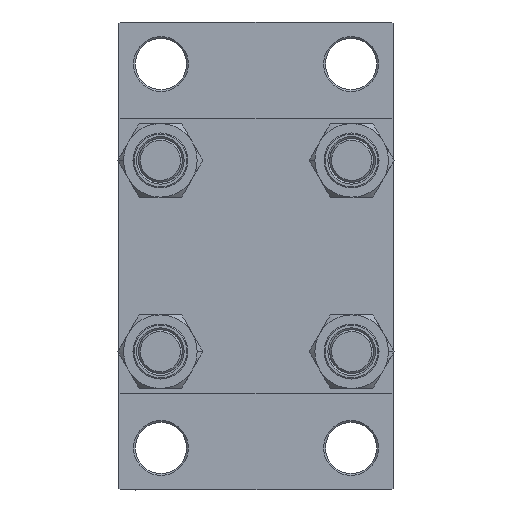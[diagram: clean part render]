
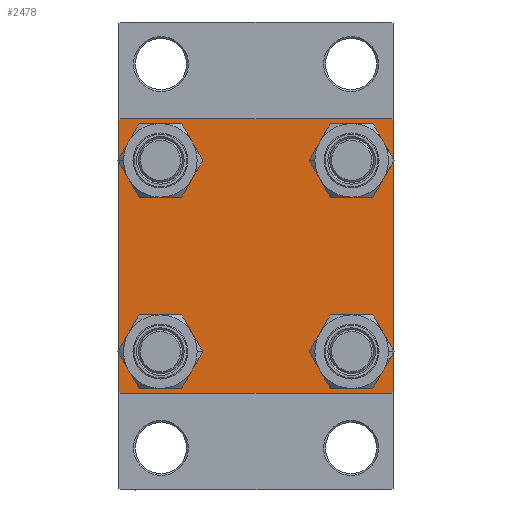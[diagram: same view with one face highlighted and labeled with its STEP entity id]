
A CAD part, left-side view. The second image highlights one B-rep face of the part: STEP entity #2478.
In plain terms, the highlighted planar face has unit normal (-1, 0, 0).
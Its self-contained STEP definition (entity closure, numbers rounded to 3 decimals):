
#1348 = DIRECTION ( 'NONE',  ( 0., -1., 0. ) ) ;
#1353 = VERTEX_POINT ( 'NONE', #34943 ) ;
#1621 = CARTESIAN_POINT ( 'NONE',  ( 0., -37., -37.5 ) ) ;
#1739 = DIRECTION ( 'NONE',  ( 1., 0., 0. ) ) ;
#1934 = CARTESIAN_POINT ( 'NONE',  ( 0., -26.15, 26.15 ) ) ;
#2096 = AXIS2_PLACEMENT_3D ( 'NONE', #10302, #46575, #17445 ) ;
#2478 = ADVANCED_FACE ( 'NONE', ( #36523, #17915, #32007, #6720, #28658 ), #47040, .T. ) ;
#2942 = EDGE_CURVE ( 'NONE', #22623, #12503, #7369, .T. ) ;
#3163 = AXIS2_PLACEMENT_3D ( 'NONE', #41095, #1739, #44926 ) ;
#3707 = CIRCLE ( 'NONE', #32648, 6.5 ) ;
#3927 = CARTESIAN_POINT ( 'NONE',  ( 0., -37.5, 37.5 ) ) ;
#4259 = EDGE_CURVE ( 'NONE', #35122, #21177, #16739, .T. ) ;
#4857 = DIRECTION ( 'NONE',  ( 0., 0., 1. ) ) ;
#4887 = DIRECTION ( 'NONE',  ( 1., 0., 0. ) ) ;
#5349 = ORIENTED_EDGE ( 'NONE', *, *, #16229, .T. ) ;
#5939 = ORIENTED_EDGE ( 'NONE', *, *, #2942, .T. ) ;
#6441 = CARTESIAN_POINT ( 'NONE',  ( 0., -26.15, 19.65 ) ) ;
#6720 = FACE_BOUND ( 'NONE', #41067, .T. ) ;
#7369 = LINE ( 'NONE', #32647, #22647 ) ;
#7682 = ORIENTED_EDGE ( 'NONE', *, *, #13842, .T. ) ;
#7742 = DIRECTION ( 'NONE',  ( 0., 0., -1. ) ) ;
#7766 = VECTOR ( 'NONE', #38850, 1000. ) ;
#8716 = EDGE_LOOP ( 'NONE', ( #24446, #36659 ) ) ;
#9226 = VERTEX_POINT ( 'NONE', #20756 ) ;
#9251 = CARTESIAN_POINT ( 'NONE',  ( 0., 37., 37.5 ) ) ;
#9279 = CARTESIAN_POINT ( 'NONE',  ( 0., -26.15, 32.65 ) ) ;
#10107 = ORIENTED_EDGE ( 'NONE', *, *, #33364, .T. ) ;
#10244 = DIRECTION ( 'NONE',  ( 0., -1., 0. ) ) ;
#10302 = CARTESIAN_POINT ( 'NONE',  ( 0., 0., 0. ) ) ;
#10413 = EDGE_CURVE ( 'NONE', #27097, #43064, #3707, .T. ) ;
#10748 = DIRECTION ( 'NONE',  ( 0., 0.707, -0.707 ) ) ;
#11309 = ORIENTED_EDGE ( 'NONE', *, *, #17419, .T. ) ;
#12372 = DIRECTION ( 'NONE',  ( 0., 0., 1. ) ) ;
#12503 = VERTEX_POINT ( 'NONE', #1621 ) ;
#12528 = LINE ( 'NONE', #44981, #13039 ) ;
#12975 = CIRCLE ( 'NONE', #32757, 6.5 ) ;
#13039 = VECTOR ( 'NONE', #18967, 1000. ) ;
#13241 = ORIENTED_EDGE ( 'NONE', *, *, #44131, .T. ) ;
#13842 = EDGE_CURVE ( 'NONE', #9226, #33903, #12975, .T. ) ;
#13858 = LINE ( 'NONE', #31992, #15304 ) ;
#15304 = VECTOR ( 'NONE', #10748, 1000. ) ;
#15494 = VECTOR ( 'NONE', #7742, 1000. ) ;
#16229 = EDGE_CURVE ( 'NONE', #27519, #25889, #41988, .T. ) ;
#16468 = DIRECTION ( 'NONE',  ( 0., 0., 1. ) ) ;
#16533 = CARTESIAN_POINT ( 'NONE',  ( 0., -26.15, -26.15 ) ) ;
#16739 = LINE ( 'NONE', #31294, #47046 ) ;
#16743 = EDGE_LOOP ( 'NONE', ( #11309, #36047, #5939, #20337, #28403, #22739, #46085, #28963 ) ) ;
#16895 = LINE ( 'NONE', #27873, #7766 ) ;
#17176 = DIRECTION ( 'NONE',  ( 1., 0., 0. ) ) ;
#17216 = EDGE_CURVE ( 'NONE', #33903, #9226, #45059, .T. ) ;
#17419 = EDGE_CURVE ( 'NONE', #30891, #28105, #16895, .T. ) ;
#17445 = DIRECTION ( 'NONE',  ( 0., 0., 1. ) ) ;
#17915 = FACE_BOUND ( 'NONE', #43390, .T. ) ;
#17989 = EDGE_CURVE ( 'NONE', #28105, #22623, #36503, .T. ) ;
#18851 = EDGE_CURVE ( 'NONE', #19325, #30891, #13858, .T. ) ;
#18967 = DIRECTION ( 'NONE',  ( 0., -0.707, 0.707 ) ) ;
#19325 = VERTEX_POINT ( 'NONE', #9251 ) ;
#19526 = CARTESIAN_POINT ( 'NONE',  ( 0., 26.15, -26.15 ) ) ;
#19563 = EDGE_CURVE ( 'NONE', #12503, #22288, #12528, .T. ) ;
#19835 = EDGE_CURVE ( 'NONE', #43064, #27097, #36667, .T. ) ;
#20337 = ORIENTED_EDGE ( 'NONE', *, *, #19563, .T. ) ;
#20474 = ORIENTED_EDGE ( 'NONE', *, *, #17216, .T. ) ;
#20640 = EDGE_CURVE ( 'NONE', #19325, #21177, #30211, .T. ) ;
#20756 = CARTESIAN_POINT ( 'NONE',  ( 0., -26.15, -19.65 ) ) ;
#21057 = VERTEX_POINT ( 'NONE', #43723 ) ;
#21177 = VERTEX_POINT ( 'NONE', #26512 ) ;
#21407 = AXIS2_PLACEMENT_3D ( 'NONE', #1934, #17176, #16468 ) ;
#22288 = VERTEX_POINT ( 'NONE', #36271 ) ;
#22308 = CARTESIAN_POINT ( 'NONE',  ( 0., 37.5, 37. ) ) ;
#22623 = VERTEX_POINT ( 'NONE', #33348 ) ;
#22647 = VECTOR ( 'NONE', #10244, 1000. ) ;
#22739 = ORIENTED_EDGE ( 'NONE', *, *, #4259, .T. ) ;
#23459 = CARTESIAN_POINT ( 'NONE',  ( 0., 26.15, -32.65 ) ) ;
#23887 = CARTESIAN_POINT ( 'NONE',  ( 0., 37.5, -37. ) ) ;
#23956 = CIRCLE ( 'NONE', #35370, 6.5 ) ;
#24446 = ORIENTED_EDGE ( 'NONE', *, *, #19835, .T. ) ;
#25257 = AXIS2_PLACEMENT_3D ( 'NONE', #37564, #4887, #30168 ) ;
#25657 = DIRECTION ( 'NONE',  ( 1., 0., 0. ) ) ;
#25889 = VERTEX_POINT ( 'NONE', #6441 ) ;
#26129 = CARTESIAN_POINT ( 'NONE',  ( 0., -26.15, 26.15 ) ) ;
#26224 = DIRECTION ( 'NONE',  ( 0., -0.707, -0.707 ) ) ;
#26512 = CARTESIAN_POINT ( 'NONE',  ( 0., -37., 37.5 ) ) ;
#27097 = VERTEX_POINT ( 'NONE', #23459 ) ;
#27519 = VERTEX_POINT ( 'NONE', #9279 ) ;
#27842 = CARTESIAN_POINT ( 'NONE',  ( 0., 26.15, 26.15 ) ) ;
#27873 = CARTESIAN_POINT ( 'NONE',  ( 0., 37.5, 37.5 ) ) ;
#28105 = VERTEX_POINT ( 'NONE', #23887 ) ;
#28403 = ORIENTED_EDGE ( 'NONE', *, *, #39428, .F. ) ;
#28658 = FACE_OUTER_BOUND ( 'NONE', #16743, .T. ) ;
#28963 = ORIENTED_EDGE ( 'NONE', *, *, #18851, .T. ) ;
#29093 = CARTESIAN_POINT ( 'NONE',  ( 0., -26.15, -26.15 ) ) ;
#29566 = DIRECTION ( 'NONE',  ( 1., 0., 0. ) ) ;
#29805 = AXIS2_PLACEMENT_3D ( 'NONE', #27842, #34767, #38101 ) ;
#29858 = VECTOR ( 'NONE', #26224, 1000. ) ;
#30168 = DIRECTION ( 'NONE',  ( 0., 0., 1. ) ) ;
#30211 = LINE ( 'NONE', #44780, #36699 ) ;
#30377 = DIRECTION ( 'NONE',  ( 1., 0., 0. ) ) ;
#30891 = VERTEX_POINT ( 'NONE', #22308 ) ;
#31122 = CARTESIAN_POINT ( 'NONE',  ( 0., 26.15, -19.65 ) ) ;
#31294 = CARTESIAN_POINT ( 'NONE',  ( 0., -37.25, 37.25 ) ) ;
#31992 = CARTESIAN_POINT ( 'NONE',  ( 0., 37.25, 37.25 ) ) ;
#32007 = FACE_BOUND ( 'NONE', #8716, .T. ) ;
#32647 = CARTESIAN_POINT ( 'NONE',  ( 0., 37.5, -37.5 ) ) ;
#32648 = AXIS2_PLACEMENT_3D ( 'NONE', #19526, #34080, #12372 ) ;
#32757 = AXIS2_PLACEMENT_3D ( 'NONE', #16533, #30377, #4857 ) ;
#33305 = DIRECTION ( 'NONE',  ( 0., 0., 1. ) ) ;
#33348 = CARTESIAN_POINT ( 'NONE',  ( 0., 37., -37.5 ) ) ;
#33364 = EDGE_CURVE ( 'NONE', #21057, #1353, #41212, .T. ) ;
#33903 = VERTEX_POINT ( 'NONE', #37218 ) ;
#34080 = DIRECTION ( 'NONE',  ( 1., 0., 0. ) ) ;
#34084 = DIRECTION ( 'NONE',  ( 0., 0., 1. ) ) ;
#34767 = DIRECTION ( 'NONE',  ( 1., 0., 0. ) ) ;
#34943 = CARTESIAN_POINT ( 'NONE',  ( 0., 26.15, 32.65 ) ) ;
#35122 = VERTEX_POINT ( 'NONE', #40624 ) ;
#35370 = AXIS2_PLACEMENT_3D ( 'NONE', #26129, #25657, #33305 ) ;
#36047 = ORIENTED_EDGE ( 'NONE', *, *, #17989, .T. ) ;
#36067 = EDGE_CURVE ( 'NONE', #1353, #21057, #45879, .T. ) ;
#36128 = LINE ( 'NONE', #3927, #15494 ) ;
#36271 = CARTESIAN_POINT ( 'NONE',  ( 0., -37.5, -37. ) ) ;
#36503 = LINE ( 'NONE', #40792, #29858 ) ;
#36523 = FACE_BOUND ( 'NONE', #41519, .T. ) ;
#36659 = ORIENTED_EDGE ( 'NONE', *, *, #10413, .T. ) ;
#36667 = CIRCLE ( 'NONE', #3163, 6.5 ) ;
#36699 = VECTOR ( 'NONE', #1348, 1000. ) ;
#37218 = CARTESIAN_POINT ( 'NONE',  ( 0., -26.15, -32.65 ) ) ;
#37564 = CARTESIAN_POINT ( 'NONE',  ( 0., 26.15, 26.15 ) ) ;
#38101 = DIRECTION ( 'NONE',  ( 0., 0., 1. ) ) ;
#38850 = DIRECTION ( 'NONE',  ( 0., 0., -1. ) ) ;
#38944 = ORIENTED_EDGE ( 'NONE', *, *, #36067, .T. ) ;
#39428 = EDGE_CURVE ( 'NONE', #35122, #22288, #36128, .T. ) ;
#40624 = CARTESIAN_POINT ( 'NONE',  ( 0., -37.5, 37. ) ) ;
#40792 = CARTESIAN_POINT ( 'NONE',  ( 0., 37.25, -37.25 ) ) ;
#41067 = EDGE_LOOP ( 'NONE', ( #38944, #10107 ) ) ;
#41095 = CARTESIAN_POINT ( 'NONE',  ( 0., 26.15, -26.15 ) ) ;
#41212 = CIRCLE ( 'NONE', #29805, 6.5 ) ;
#41519 = EDGE_LOOP ( 'NONE', ( #5349, #13241 ) ) ;
#41988 = CIRCLE ( 'NONE', #21407, 6.5 ) ;
#43064 = VERTEX_POINT ( 'NONE', #31122 ) ;
#43390 = EDGE_LOOP ( 'NONE', ( #7682, #20474 ) ) ;
#43545 = AXIS2_PLACEMENT_3D ( 'NONE', #29093, #29566, #34084 ) ;
#43723 = CARTESIAN_POINT ( 'NONE',  ( 0., 26.15, 19.65 ) ) ;
#44131 = EDGE_CURVE ( 'NONE', #25889, #27519, #23956, .T. ) ;
#44780 = CARTESIAN_POINT ( 'NONE',  ( 0., 37.5, 37.5 ) ) ;
#44926 = DIRECTION ( 'NONE',  ( 0., 0., 1. ) ) ;
#44981 = CARTESIAN_POINT ( 'NONE',  ( 0., -37.25, -37.25 ) ) ;
#45059 = CIRCLE ( 'NONE', #43545, 6.5 ) ;
#45873 = DIRECTION ( 'NONE',  ( 0., 0.707, 0.707 ) ) ;
#45879 = CIRCLE ( 'NONE', #25257, 6.5 ) ;
#46085 = ORIENTED_EDGE ( 'NONE', *, *, #20640, .F. ) ;
#46575 = DIRECTION ( 'NONE',  ( -1., 0., 0. ) ) ;
#47040 = PLANE ( 'NONE',  #2096 ) ;
#47046 = VECTOR ( 'NONE', #45873, 1000. ) ;
